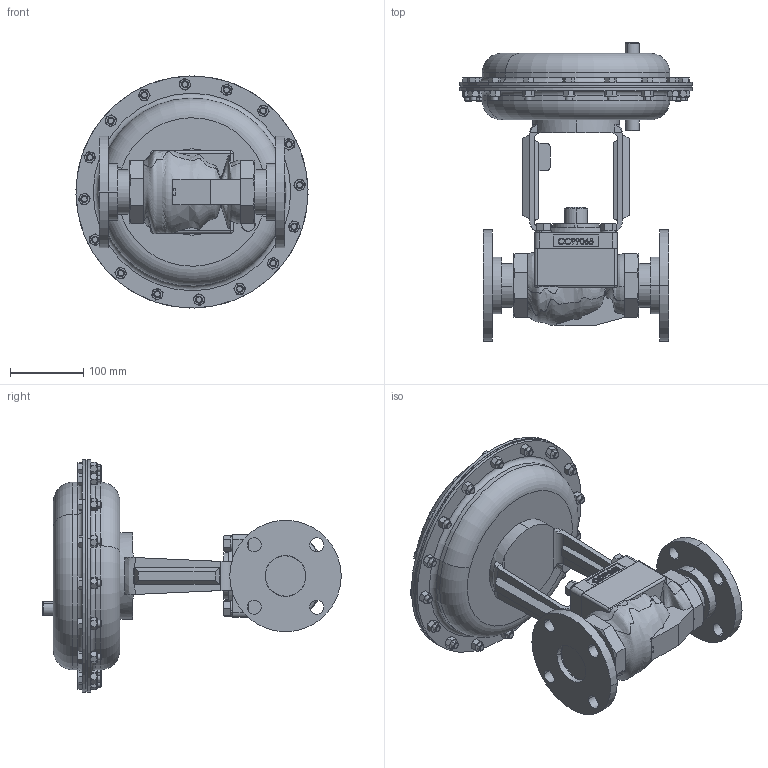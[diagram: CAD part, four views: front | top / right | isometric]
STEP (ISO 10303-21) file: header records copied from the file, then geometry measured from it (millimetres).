
FILE_DESCRIPTION (( 'STEP AP203' ), '1' );
FILE_NAME ('78-200-BR+CS+S6-F5-55M.step', '2017-09-25T13:15:22', ( '' ), ( '' ), 'SwSTEP 2.0', 'SolidWorks 2014', '' );
FILE_SCHEMA (( 'CONFIG_CONTROL_DESIGN' ));
Products named in the file (1): 78-200-BR+CS+S6-F5-55M
Bounding box: 317.42 x 408.21 x 317.42 mm (x, y, z)
Volume: 7298964.3 mm3; surface area: 944234.9 mm2
Topology: 53 solids, 53 shells, 1197 faces, 2680 edges, 1651 vertices
Faces by surface type: plane 527, cone 384, cylinder 156, bspline 100, torus 22, sphere 8
Entity records: 47529 total; most frequent: CARTESIAN_POINT 22477, ORIENTED_EDGE 5356, DIRECTION 4699, EDGE_CURVE 2678, AXIS2_PLACEMENT_3D 1834, VERTEX_POINT 1651, EDGE_LOOP 1283, FACE_OUTER_BOUND 1197
